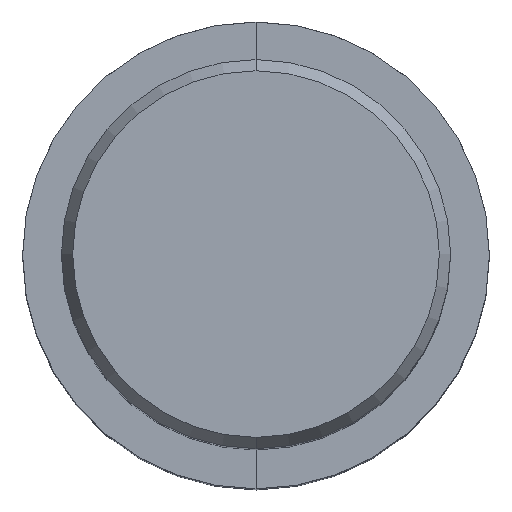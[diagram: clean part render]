
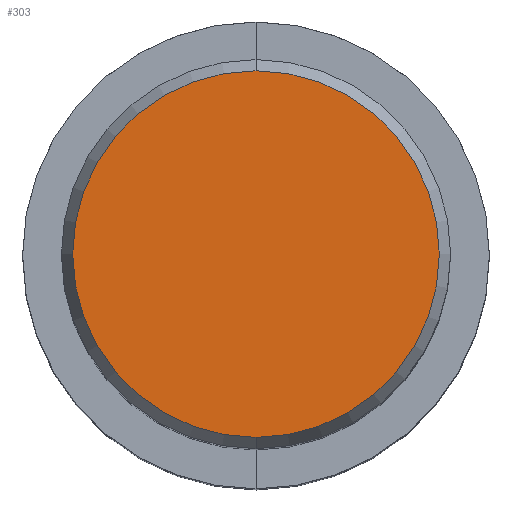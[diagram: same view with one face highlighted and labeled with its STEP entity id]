
A CAD part, top view. The second image highlights one B-rep face of the part: STEP entity #303.
In plain terms, the highlighted planar face has unit normal (0, 0, 1).
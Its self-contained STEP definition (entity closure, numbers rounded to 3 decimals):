
#219=VERTEX_POINT('',#436);
#227=EDGE_CURVE('',#219,#259,#445,.T.);
#259=VERTEX_POINT('',#480);
#297=EDGE_CURVE('',#259,#219,#522,.T.);
#303=ADVANCED_FACE('',(#531),#532,.T.);
#436=CARTESIAN_POINT('',(0.0,14.958,0.01));
#445=CIRCLE('',#698,14.958);
#480=CARTESIAN_POINT('',(0.,-14.958,0.01));
#522=CIRCLE('',#799,14.958);
#531=FACE_OUTER_BOUND('',#808,.T.);
#532=PLANE('',#809);
#698=AXIS2_PLACEMENT_3D('',#968,#969,#970);
#799=AXIS2_PLACEMENT_3D('',#1054,#1055,#1056);
#808=EDGE_LOOP('',(#1074,#1075));
#809=AXIS2_PLACEMENT_3D('',#1076,#1077,#1078);
#968=CARTESIAN_POINT('',(0.0,0.0,0.01));
#969=DIRECTION('',(0.0,0.0,-1.0));
#970=DIRECTION('',(0.0,1.0,0.0));
#1054=CARTESIAN_POINT('',(0.0,0.0,0.01));
#1055=DIRECTION('',(0.0,0.0,-1.0));
#1056=DIRECTION('',(0.0,1.0,0.0));
#1074=ORIENTED_EDGE('',*,*,#227,.F.);
#1075=ORIENTED_EDGE('',*,*,#297,.F.);
#1076=CARTESIAN_POINT('',(0.0,7.479,0.01));
#1077=DIRECTION('',(-0.0,0.0,1.0));
#1078=DIRECTION('',(0.0,-1.0,0.0));
